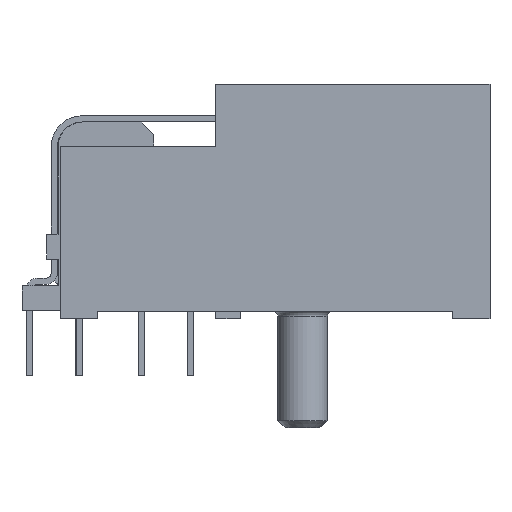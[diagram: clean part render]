
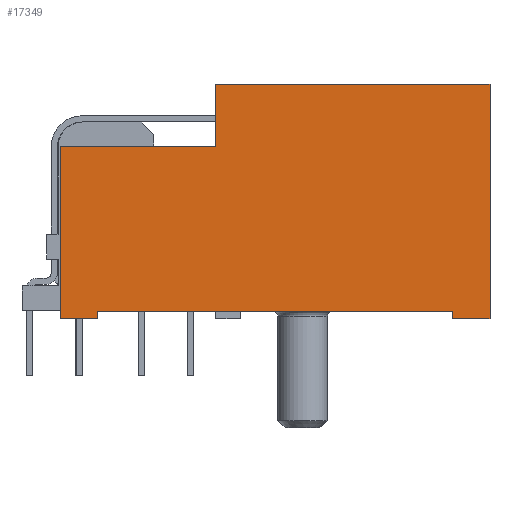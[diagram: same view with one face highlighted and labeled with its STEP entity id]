
A CAD part, left-side view. The second image highlights one B-rep face of the part: STEP entity #17349.
In plain terms, the highlighted planar face has unit normal (-1, 0, 0).
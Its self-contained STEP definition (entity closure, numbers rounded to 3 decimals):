
#1478=FACE_OUTER_BOUND('',#2337,.T.);
#2337=EDGE_LOOP('',(#15734,#15735,#15736,#15737,#15738,#15739,#15740,#15741,
#15742,#15743,#15744));
#3548=LINE('',#26382,#5680);
#3745=LINE('',#26778,#5877);
#3900=LINE('',#27082,#6032);
#3904=LINE('',#27095,#6036);
#3920=LINE('',#27127,#6052);
#3924=LINE('',#27135,#6056);
#3929=LINE('',#27144,#6061);
#3935=LINE('',#27154,#6067);
#3946=LINE('',#27177,#6078);
#4488=LINE('',#28214,#6620);
#4489=LINE('',#28216,#6621);
#5680=VECTOR('',#21664,9.45);
#5877=VECTOR('',#21865,2.505);
#6032=VECTOR('',#22032,0.295);
#6036=VECTOR('',#22042,6.05);
#6052=VECTOR('',#22066,0.295);
#6056=VECTOR('',#22076,1.499);
#6061=VECTOR('',#22085,8.25);
#6067=VECTOR('',#22095,1.5);
#6078=VECTOR('',#22110,6.25);
#6620=VECTOR('',#23132,11.049);
#6621=VECTOR('',#23135,6.945);
#7692=VERTEX_POINT('',#26379);
#7693=VERTEX_POINT('',#26381);
#7889=VERTEX_POINT('',#26775);
#7890=VERTEX_POINT('',#26777);
#8030=VERTEX_POINT('',#27075);
#8033=VERTEX_POINT('',#27080);
#8038=VERTEX_POINT('',#27093);
#8039=VERTEX_POINT('',#27094);
#8051=VERTEX_POINT('',#27125);
#8052=VERTEX_POINT('',#27134);
#8066=VERTEX_POINT('',#27175);
#9900=EDGE_CURVE('',#7692,#7693,#3548,.T.);
#10097=EDGE_CURVE('',#7890,#7889,#3745,.T.);
#10252=EDGE_CURVE('',#8033,#8030,#3900,.T.);
#10257=EDGE_CURVE('',#8038,#8039,#3904,.T.);
#10274=EDGE_CURVE('',#8038,#8051,#3920,.T.);
#10279=EDGE_CURVE('',#8052,#8030,#3924,.T.);
#10285=EDGE_CURVE('',#8039,#8033,#3929,.T.);
#10291=EDGE_CURVE('',#8051,#7693,#3935,.T.);
#10302=EDGE_CURVE('',#7889,#8066,#3946,.T.);
#10852=EDGE_CURVE('',#7890,#7692,#4488,.T.);
#10853=EDGE_CURVE('',#8052,#8066,#4489,.T.);
#15734=ORIENTED_EDGE('',*,*,#10252,.F.);
#15735=ORIENTED_EDGE('',*,*,#10285,.F.);
#15736=ORIENTED_EDGE('',*,*,#10257,.F.);
#15737=ORIENTED_EDGE('',*,*,#10274,.T.);
#15738=ORIENTED_EDGE('',*,*,#10291,.T.);
#15739=ORIENTED_EDGE('',*,*,#9900,.F.);
#15740=ORIENTED_EDGE('',*,*,#10852,.F.);
#15741=ORIENTED_EDGE('',*,*,#10097,.T.);
#15742=ORIENTED_EDGE('',*,*,#10302,.T.);
#15743=ORIENTED_EDGE('',*,*,#10853,.F.);
#15744=ORIENTED_EDGE('',*,*,#10279,.T.);
#16533=PLANE('',#18586);
#17349=ADVANCED_FACE('',(#1478),#16533,.T.);
#18586=AXIS2_PLACEMENT_3D('',#28215,#23133,#23134);
#21664=DIRECTION('',(0.,0.,-1.));
#21865=DIRECTION('',(0.,0.,-1.));
#22032=DIRECTION('',(0.,0.,-1.));
#22042=DIRECTION('',(0.,1.,0.));
#22066=DIRECTION('',(0.,0.,-1.));
#22076=DIRECTION('',(0.,-1.,0.));
#22085=DIRECTION('',(0.,1.,0.));
#22095=DIRECTION('',(0.,-1.,0.));
#22110=DIRECTION('',(0.,1.,0.));
#23132=DIRECTION('',(0.,-1.,0.));
#23133=DIRECTION('center_axis',(-1.,0.,0.));
#23134=DIRECTION('ref_axis',(0.,0.,-1.));
#23135=DIRECTION('',(0.,0.,1.));
#26379=CARTESIAN_POINT('',(-44.5,-7.55,9.45));
#26381=CARTESIAN_POINT('',(-44.5,-7.55,0.));
#26382=CARTESIAN_POINT('',(-44.5,-7.55,9.45));
#26775=CARTESIAN_POINT('',(-44.5,3.499,6.945));
#26777=CARTESIAN_POINT('',(-44.5,3.499,9.45));
#26778=CARTESIAN_POINT('',(-44.5,3.499,9.45));
#27075=CARTESIAN_POINT('',(-44.5,8.25,0.));
#27080=CARTESIAN_POINT('',(-44.5,8.25,0.295));
#27082=CARTESIAN_POINT('',(-44.5,8.25,0.295));
#27093=CARTESIAN_POINT('',(-44.5,-6.05,0.295));
#27094=CARTESIAN_POINT('',(-44.5,0.,0.295));
#27095=CARTESIAN_POINT('',(-44.5,-6.05,0.295));
#27125=CARTESIAN_POINT('',(-44.5,-6.05,0.));
#27127=CARTESIAN_POINT('',(-44.5,-6.05,0.295));
#27134=CARTESIAN_POINT('',(-44.5,9.749,0.));
#27135=CARTESIAN_POINT('',(-44.5,-6.85,0.));
#27144=CARTESIAN_POINT('',(-44.5,-6.05,0.295));
#27154=CARTESIAN_POINT('',(-44.5,-6.85,0.));
#27175=CARTESIAN_POINT('',(-44.5,9.749,6.945));
#27177=CARTESIAN_POINT('',(-44.5,3.499,6.945));
#28214=CARTESIAN_POINT('',(-44.5,-6.85,9.45));
#28215=CARTESIAN_POINT('Origin',(-44.5,-6.85,9.45));
#28216=CARTESIAN_POINT('',(-44.5,9.749,0.));
